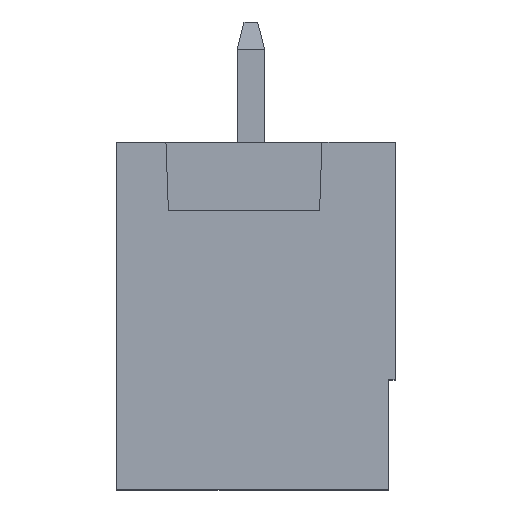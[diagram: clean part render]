
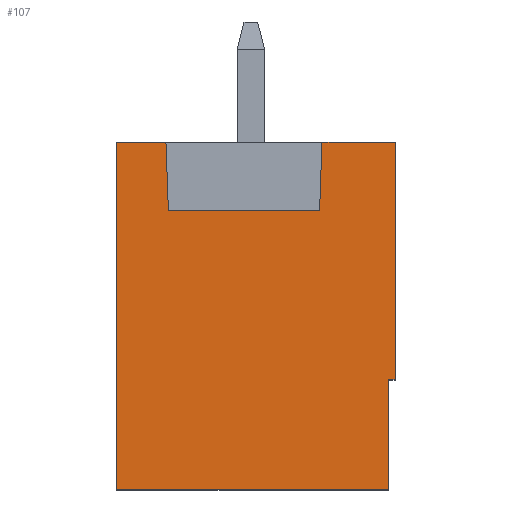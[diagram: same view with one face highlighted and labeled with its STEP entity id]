
A CAD part, top view. The second image highlights one B-rep face of the part: STEP entity #107.
In plain terms, the highlighted free-form (B-spline) face has degree [1, 1] with [2, 2] control points.
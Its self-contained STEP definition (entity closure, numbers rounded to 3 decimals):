
#30=CARTESIAN_POINT('',(16.997,17.997,0.));
#31=CARTESIAN_POINT('',(16.997,-7.897,0.));
#32=CARTESIAN_POINT('',(-8.897,17.997,0.));
#33=CARTESIAN_POINT('',(-8.897,-7.897,0.));
#34=B_SPLINE_SURFACE_WITH_KNOTS('',1,1,((#30,#31),(#32,#33)),.PLANE_SURF.,.F.,.F.,.U.,(2,2),(2,2),(0.,1.),(0.,1.),.UNSPECIFIED.);
#35=CARTESIAN_POINT('',(7.9,3.2,0.));
#36=VERTEX_POINT('',#35);
#37=CARTESIAN_POINT('',(7.9,0.,0.));
#38=VERTEX_POINT('',#37);
#39=CARTESIAN_POINT('',(7.9,3.2,0.));
#40=CARTESIAN_POINT('',(7.9,0.,0.));
#41=B_SPLINE_CURVE_WITH_KNOTS('',1,(#39,#40),.POLYLINE_FORM.,.F.,.U.,(2,2),(0.,1.),.UNSPECIFIED.);
#42=EDGE_CURVE('',#36,#38,#41,.T.);
#43=ORIENTED_EDGE('',*,*,#42,.F.);
#44=CARTESIAN_POINT('',(8.1,3.2,0.));
#45=VERTEX_POINT('',#44);
#46=CARTESIAN_POINT('',(8.1,3.2,0.));
#47=CARTESIAN_POINT('',(7.9,3.2,0.));
#48=B_SPLINE_CURVE_WITH_KNOTS('',1,(#46,#47),.POLYLINE_FORM.,.F.,.U.,(2,2),(0.,1.),.UNSPECIFIED.);
#49=EDGE_CURVE('',#45,#36,#48,.T.);
#50=ORIENTED_EDGE('',*,*,#49,.F.);
#51=CARTESIAN_POINT('',(8.1,10.1,0.));
#52=VERTEX_POINT('',#51);
#53=CARTESIAN_POINT('',(8.1,10.1,0.));
#54=CARTESIAN_POINT('',(8.1,3.2,0.));
#55=B_SPLINE_CURVE_WITH_KNOTS('',1,(#53,#54),.POLYLINE_FORM.,.F.,.U.,(2,2),(0.,1.),.UNSPECIFIED.);
#56=EDGE_CURVE('',#52,#45,#55,.T.);
#57=ORIENTED_EDGE('',*,*,#56,.F.);
#58=CARTESIAN_POINT('',(5.97,10.1,0.));
#59=VERTEX_POINT('',#58);
#60=CARTESIAN_POINT('',(5.97,10.1,0.));
#61=CARTESIAN_POINT('',(8.1,10.1,0.));
#62=B_SPLINE_CURVE_WITH_KNOTS('',1,(#60,#61),.POLYLINE_FORM.,.F.,.U.,(2,2),(0.,1.),.UNSPECIFIED.);
#63=EDGE_CURVE('',#59,#52,#62,.T.);
#64=ORIENTED_EDGE('',*,*,#63,.F.);
#65=CARTESIAN_POINT('',(5.9,8.1,0.));
#66=VERTEX_POINT('',#65);
#67=CARTESIAN_POINT('',(5.97,10.1,0.));
#68=CARTESIAN_POINT('',(5.9,8.1,0.));
#69=B_SPLINE_CURVE_WITH_KNOTS('',1,(#67,#68),.POLYLINE_FORM.,.F.,.U.,(2,2),(0.,1.),.UNSPECIFIED.);
#70=EDGE_CURVE('',#59,#66,#69,.T.);
#71=ORIENTED_EDGE('',*,*,#70,.T.);
#72=CARTESIAN_POINT('',(1.5,8.1,0.));
#73=VERTEX_POINT('',#72);
#74=CARTESIAN_POINT('',(5.9,8.1,0.));
#75=CARTESIAN_POINT('',(1.5,8.1,0.));
#76=B_SPLINE_CURVE_WITH_KNOTS('',1,(#74,#75),.POLYLINE_FORM.,.F.,.U.,(2,2),(0.,1.),.UNSPECIFIED.);
#77=EDGE_CURVE('',#66,#73,#76,.T.);
#78=ORIENTED_EDGE('',*,*,#77,.T.);
#79=CARTESIAN_POINT('',(1.43,10.1,0.));
#80=VERTEX_POINT('',#79);
#81=CARTESIAN_POINT('',(1.5,8.1,0.));
#82=CARTESIAN_POINT('',(1.43,10.1,0.));
#83=B_SPLINE_CURVE_WITH_KNOTS('',1,(#81,#82),.POLYLINE_FORM.,.F.,.U.,(2,2),(0.,1.),.UNSPECIFIED.);
#84=EDGE_CURVE('',#73,#80,#83,.T.);
#85=ORIENTED_EDGE('',*,*,#84,.T.);
#86=CARTESIAN_POINT('',(0.,10.1,0.));
#87=VERTEX_POINT('',#86);
#88=CARTESIAN_POINT('',(0.,10.1,0.));
#89=CARTESIAN_POINT('',(1.43,10.1,0.));
#90=B_SPLINE_CURVE_WITH_KNOTS('',1,(#88,#89),.POLYLINE_FORM.,.F.,.U.,(2,2),(0.,1.),.UNSPECIFIED.);
#91=EDGE_CURVE('',#87,#80,#90,.T.);
#92=ORIENTED_EDGE('',*,*,#91,.F.);
#93=CARTESIAN_POINT('',(0.,0.,0.));
#94=VERTEX_POINT('',#93);
#95=CARTESIAN_POINT('',(0.,0.,0.));
#96=CARTESIAN_POINT('',(0.,10.1,0.));
#97=B_SPLINE_CURVE_WITH_KNOTS('',1,(#95,#96),.POLYLINE_FORM.,.F.,.U.,(2,2),(0.,1.),.UNSPECIFIED.);
#98=EDGE_CURVE('',#94,#87,#97,.T.);
#99=ORIENTED_EDGE('',*,*,#98,.F.);
#100=CARTESIAN_POINT('',(7.9,0.,0.));
#101=CARTESIAN_POINT('',(0.,0.,0.));
#102=B_SPLINE_CURVE_WITH_KNOTS('',1,(#100,#101),.POLYLINE_FORM.,.F.,.U.,(2,2),(0.,1.),.UNSPECIFIED.);
#103=EDGE_CURVE('',#38,#94,#102,.T.);
#104=ORIENTED_EDGE('',*,*,#103,.F.);
#105=EDGE_LOOP('',(#43,#50,#57,#64,#71,#78,#85,#92,#99,#104));
#106=FACE_OUTER_BOUND('',#105,.T.);
#107=ADVANCED_FACE('',(#106),#34,.T.);
